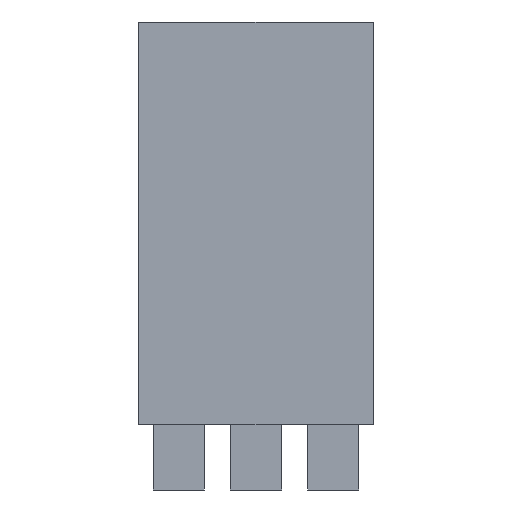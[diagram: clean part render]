
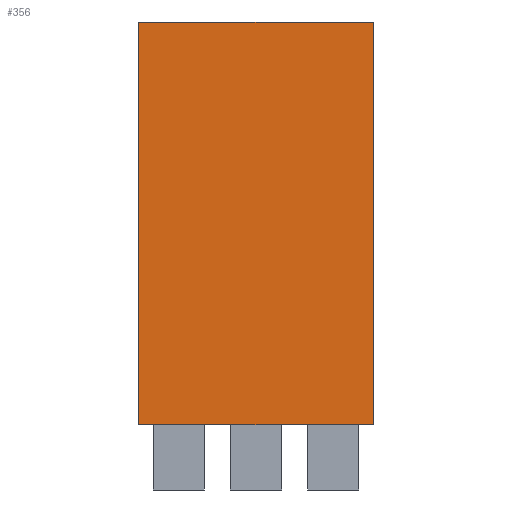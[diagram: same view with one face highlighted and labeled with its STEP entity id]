
A CAD part, front view. The second image highlights one B-rep face of the part: STEP entity #356.
In plain terms, the highlighted planar face has unit normal (0, -1, 0).
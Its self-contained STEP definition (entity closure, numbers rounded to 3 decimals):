
#18=FACE_OUTER_BOUND('',#39,.T.);
#39=EDGE_LOOP('',(#239,#240,#241,#242));
#63=LINE('',#508,#111);
#64=LINE('',#510,#112);
#65=LINE('',#512,#113);
#66=LINE('',#513,#114);
#111=VECTOR('',#416,10.);
#112=VECTOR('',#417,10.);
#113=VECTOR('',#418,10.);
#114=VECTOR('',#419,10.);
#159=VERTEX_POINT('',#506);
#160=VERTEX_POINT('',#507);
#161=VERTEX_POINT('',#509);
#162=VERTEX_POINT('',#511);
#191=EDGE_CURVE('',#159,#160,#63,.T.);
#192=EDGE_CURVE('',#160,#161,#64,.T.);
#193=EDGE_CURVE('',#161,#162,#65,.T.);
#194=EDGE_CURVE('',#162,#159,#66,.T.);
#239=ORIENTED_EDGE('',*,*,#191,.T.);
#240=ORIENTED_EDGE('',*,*,#192,.T.);
#241=ORIENTED_EDGE('',*,*,#193,.T.);
#242=ORIENTED_EDGE('',*,*,#194,.T.);
#335=PLANE('',#391);
#356=ADVANCED_FACE('',(#18),#335,.T.);
#391=AXIS2_PLACEMENT_3D('',#505,#414,#415);
#414=DIRECTION('center_axis',(0.,-1.,0.));
#415=DIRECTION('ref_axis',(0.,0.,-1.));
#416=DIRECTION('',(1.,0.,0.));
#417=DIRECTION('',(0.,0.,1.));
#418=DIRECTION('',(-1.,0.,0.));
#419=DIRECTION('',(0.,0.,-1.));
#505=CARTESIAN_POINT('Origin',(0.,-2.25,0.));
#506=CARTESIAN_POINT('',(-8.95,-2.25,-15.375));
#507=CARTESIAN_POINT('',(8.95,-2.25,-15.375));
#508=CARTESIAN_POINT('',(8.95,-2.25,-15.375));
#509=CARTESIAN_POINT('',(8.95,-2.25,15.375));
#510=CARTESIAN_POINT('',(8.95,-2.25,15.375));
#511=CARTESIAN_POINT('',(-8.95,-2.25,15.375));
#512=CARTESIAN_POINT('',(-8.95,-2.25,15.375));
#513=CARTESIAN_POINT('',(-8.95,-2.25,-15.375));
